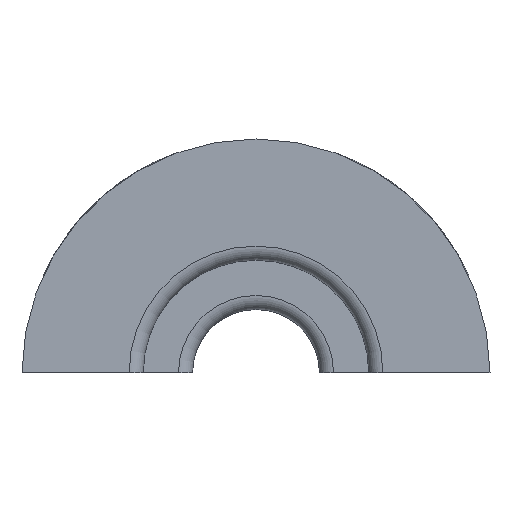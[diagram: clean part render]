
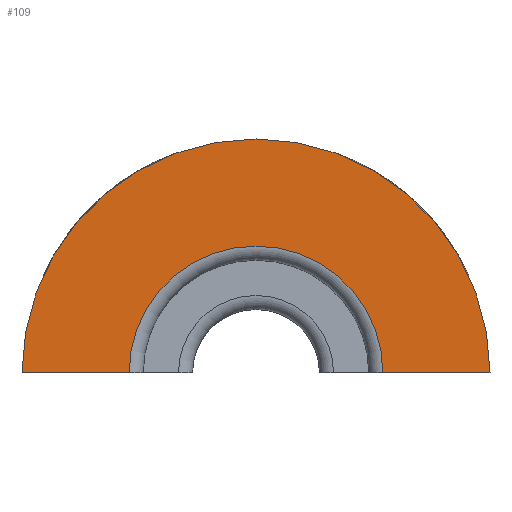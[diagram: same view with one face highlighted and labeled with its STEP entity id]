
A CAD part, front view. The second image highlights one B-rep face of the part: STEP entity #109.
In plain terms, the highlighted planar face has unit normal (0, -1, 0).
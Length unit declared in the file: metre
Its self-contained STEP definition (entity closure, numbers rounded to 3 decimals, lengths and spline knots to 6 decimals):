
#109 = ADVANCED_FACE( '', ( #231 ), #232, .T. );
#231 = FACE_OUTER_BOUND( '', #363, .T. );
#232 = PLANE( '', #364 );
#363 = EDGE_LOOP( '', ( #593, #594, #595, #596 ) );
#364 = AXIS2_PLACEMENT_3D( '', #597, #598, #599 );
#593 = ORIENTED_EDGE( '', *, *, #729, .F. );
#594 = ORIENTED_EDGE( '', *, *, #771, .T. );
#595 = ORIENTED_EDGE( '', *, *, #772, .F. );
#596 = ORIENTED_EDGE( '', *, *, #773, .T. );
#597 = CARTESIAN_POINT( '', ( 0., -0.05, 0. ) );
#598 = DIRECTION( '', ( 0., -1., 0. ) );
#599 = DIRECTION( '', ( 1., 0., 0. ) );
#729 = EDGE_CURVE( '', #864, #866, #867, .T. );
#771 = EDGE_CURVE( '', #864, #923, #924, .T. );
#772 = EDGE_CURVE( '', #925, #923, #926, .T. );
#773 = EDGE_CURVE( '', #925, #866, #927, .F. );
#864 = VERTEX_POINT( '', #1104 );
#866 = VERTEX_POINT( '', #1107 );
#867 = LINE( '', #1108, #1109 );
#923 = VERTEX_POINT( '', #1279 );
#924 = CIRCLE( '', #1280, 0.0166 );
#925 = VERTEX_POINT( '', #1281 );
#926 = LINE( '', #1282, #1283 );
#927 = CIRCLE( '', #1284, 0.009 );
#1104 = CARTESIAN_POINT( '', ( 0.0166, -0.05, 0. ) );
#1107 = CARTESIAN_POINT( '', ( 0.009, -0.05, 0. ) );
#1108 = CARTESIAN_POINT( '', ( 0., -0.05, 0. ) );
#1109 = VECTOR( '', #1421, 1. );
#1279 = CARTESIAN_POINT( '', ( -0.0166, -0.05, 0. ) );
#1280 = AXIS2_PLACEMENT_3D( '', #1466, #1467, #1468 );
#1281 = CARTESIAN_POINT( '', ( -0.009, -0.05, 0. ) );
#1282 = CARTESIAN_POINT( '', ( 0., -0.05, 0. ) );
#1283 = VECTOR( '', #1469, 1. );
#1284 = AXIS2_PLACEMENT_3D( '', #1470, #1471, #1472 );
#1421 = DIRECTION( '', ( -1., 0., 0. ) );
#1466 = CARTESIAN_POINT( '', ( 0., -0.05, 0. ) );
#1467 = DIRECTION( '', ( 0., -1., 0. ) );
#1468 = DIRECTION( '', ( 0., 0., -1. ) );
#1469 = DIRECTION( '', ( -1., 0., 0. ) );
#1470 = CARTESIAN_POINT( '', ( 0., -0.05, 0. ) );
#1471 = DIRECTION( '', ( 0., -1., 0. ) );
#1472 = DIRECTION( '', ( 0., 0., -1. ) );
